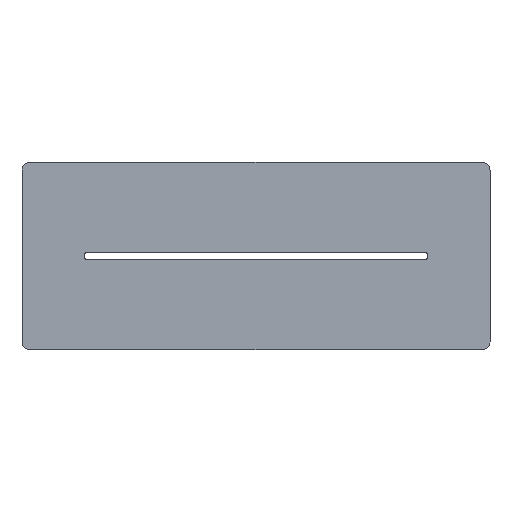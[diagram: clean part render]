
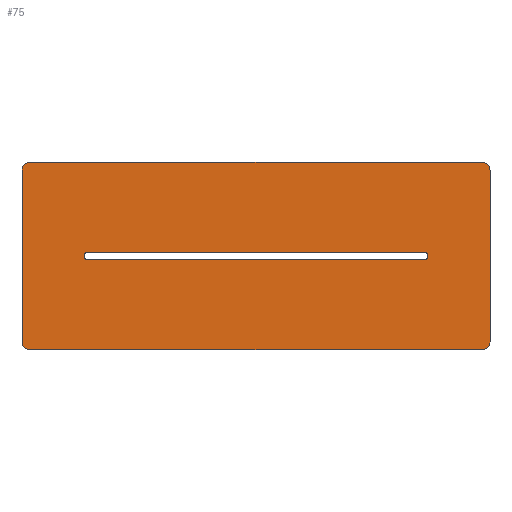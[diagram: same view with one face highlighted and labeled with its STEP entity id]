
A CAD part, top view. The second image highlights one B-rep face of the part: STEP entity #75.
In plain terms, the highlighted planar face has unit normal (0, 0, 1).
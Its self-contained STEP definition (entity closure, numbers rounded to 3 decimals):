
#75=ADVANCED_FACE('',(#208,#190),#1984,.T.);
#190=FACE_BOUND('',#333,.T.);
#208=FACE_OUTER_BOUND('',#332,.T.);
#332=EDGE_LOOP('',(#503,#504,#505,#506,#507,#508,#509,#510));
#333=EDGE_LOOP('',(#511,#512,#513,#514,#515,#516,#517,#518));
#503=ORIENTED_EDGE('',*,*,#1099,.F.);
#504=ORIENTED_EDGE('',*,*,#1116,.F.);
#505=ORIENTED_EDGE('',*,*,#1115,.F.);
#506=ORIENTED_EDGE('',*,*,#1112,.F.);
#507=ORIENTED_EDGE('',*,*,#1110,.F.);
#508=ORIENTED_EDGE('',*,*,#1107,.F.);
#509=ORIENTED_EDGE('',*,*,#1105,.F.);
#510=ORIENTED_EDGE('',*,*,#1102,.F.);
#511=ORIENTED_EDGE('',*,*,#1135,.T.);
#512=ORIENTED_EDGE('',*,*,#1120,.T.);
#513=ORIENTED_EDGE('',*,*,#1132,.T.);
#514=ORIENTED_EDGE('',*,*,#1119,.T.);
#515=ORIENTED_EDGE('',*,*,#1128,.T.);
#516=ORIENTED_EDGE('',*,*,#1118,.T.);
#517=ORIENTED_EDGE('',*,*,#1124,.T.);
#518=ORIENTED_EDGE('',*,*,#1117,.T.);
#1099=EDGE_CURVE('',#1740,#1739,#1407,.T.);
#1102=EDGE_CURVE('',#1739,#1741,#1526,.T.);
#1105=EDGE_CURVE('',#1741,#1742,#1409,.T.);
#1107=EDGE_CURVE('',#1742,#1743,#1529,.T.);
#1110=EDGE_CURVE('',#1743,#1744,#1411,.T.);
#1112=EDGE_CURVE('',#1744,#1745,#1532,.T.);
#1115=EDGE_CURVE('',#1745,#1746,#1413,.T.);
#1116=EDGE_CURVE('',#1746,#1740,#1534,.T.);
#1117=EDGE_CURVE('',#1747,#1748,#1535,.T.);
#1118=EDGE_CURVE('',#1750,#1749,#1536,.T.);
#1119=EDGE_CURVE('',#1752,#1751,#1537,.T.);
#1120=EDGE_CURVE('',#1754,#1753,#1538,.T.);
#1124=EDGE_CURVE('',#1749,#1747,#1414,.T.);
#1128=EDGE_CURVE('',#1751,#1750,#1416,.T.);
#1132=EDGE_CURVE('',#1753,#1752,#1418,.T.);
#1135=EDGE_CURVE('',#1748,#1754,#1420,.T.);
#1407=(
BOUNDED_CURVE()
B_SPLINE_CURVE(2,(#2523,#2524,#2525),.UNSPECIFIED.,.F.,.F.)
B_SPLINE_CURVE_WITH_KNOTS((3,3),(-7.854,0.),.UNSPECIFIED.)
CURVE()
GEOMETRIC_REPRESENTATION_ITEM()
RATIONAL_B_SPLINE_CURVE((1.,0.707,1.))
REPRESENTATION_ITEM('')
);
#1409=(
BOUNDED_CURVE()
B_SPLINE_CURVE(2,(#2537,#2538,#2539),.UNSPECIFIED.,.F.,.F.)
B_SPLINE_CURVE_WITH_KNOTS((3,3),(-7.854,0.),.UNSPECIFIED.)
CURVE()
GEOMETRIC_REPRESENTATION_ITEM()
RATIONAL_B_SPLINE_CURVE((1.,0.707,1.))
REPRESENTATION_ITEM('')
);
#1411=(
BOUNDED_CURVE()
B_SPLINE_CURVE(2,(#2549,#2550,#2551),.UNSPECIFIED.,.F.,.F.)
B_SPLINE_CURVE_WITH_KNOTS((3,3),(-7.854,0.),.UNSPECIFIED.)
CURVE()
GEOMETRIC_REPRESENTATION_ITEM()
RATIONAL_B_SPLINE_CURVE((1.,0.707,1.))
REPRESENTATION_ITEM('')
);
#1413=(
BOUNDED_CURVE()
B_SPLINE_CURVE(2,(#2561,#2562,#2563),.UNSPECIFIED.,.F.,.F.)
B_SPLINE_CURVE_WITH_KNOTS((3,3),(-7.854,0.),.UNSPECIFIED.)
CURVE()
GEOMETRIC_REPRESENTATION_ITEM()
RATIONAL_B_SPLINE_CURVE((1.,0.707,1.))
REPRESENTATION_ITEM('')
);
#1414=(
BOUNDED_CURVE()
B_SPLINE_CURVE(2,(#2580,#2581,#2582),.UNSPECIFIED.,.F.,.F.)
B_SPLINE_CURVE_WITH_KNOTS((3,3),(0.,1.571),.UNSPECIFIED.)
CURVE()
GEOMETRIC_REPRESENTATION_ITEM()
RATIONAL_B_SPLINE_CURVE((1.,0.707,1.))
REPRESENTATION_ITEM('')
);
#1416=(
BOUNDED_CURVE()
B_SPLINE_CURVE(2,(#2590,#2591,#2592),.UNSPECIFIED.,.F.,.F.)
B_SPLINE_CURVE_WITH_KNOTS((3,3),(0.,1.571),.UNSPECIFIED.)
CURVE()
GEOMETRIC_REPRESENTATION_ITEM()
RATIONAL_B_SPLINE_CURVE((1.,0.707,1.))
REPRESENTATION_ITEM('')
);
#1418=(
BOUNDED_CURVE()
B_SPLINE_CURVE(2,(#2600,#2601,#2602),.UNSPECIFIED.,.F.,.F.)
B_SPLINE_CURVE_WITH_KNOTS((3,3),(0.,1.571),.UNSPECIFIED.)
CURVE()
GEOMETRIC_REPRESENTATION_ITEM()
RATIONAL_B_SPLINE_CURVE((1.,0.707,1.))
REPRESENTATION_ITEM('')
);
#1420=(
BOUNDED_CURVE()
B_SPLINE_CURVE(2,(#2608,#2609,#2610),.UNSPECIFIED.,.F.,.F.)
B_SPLINE_CURVE_WITH_KNOTS((3,3),(0.,1.571),.UNSPECIFIED.)
CURVE()
GEOMETRIC_REPRESENTATION_ITEM()
RATIONAL_B_SPLINE_CURVE((1.,0.707,1.))
REPRESENTATION_ITEM('')
);
#1526=B_SPLINE_CURVE_WITH_KNOTS('',1,(#2530,#2531),.UNSPECIFIED.,.F.,.F.,
(2,2),(-110.,0.),.UNSPECIFIED.);
#1529=B_SPLINE_CURVE_WITH_KNOTS('',1,(#2542,#2543),.UNSPECIFIED.,.F.,.F.,
(2,2),(-290.,0.),.UNSPECIFIED.);
#1532=B_SPLINE_CURVE_WITH_KNOTS('',1,(#2554,#2555),.UNSPECIFIED.,.F.,.F.,
(2,2),(-110.,0.),.UNSPECIFIED.);
#1534=B_SPLINE_CURVE_WITH_KNOTS('',1,(#2564,#2565),.UNSPECIFIED.,.F.,.F.,
(2,2),(-290.,0.),.UNSPECIFIED.);
#1535=B_SPLINE_CURVE_WITH_KNOTS('',1,(#2566,#2567),.UNSPECIFIED.,.F.,.F.,
(2,2),(-218.,0.),.UNSPECIFIED.);
#1536=B_SPLINE_CURVE_WITH_KNOTS('',1,(#2568,#2569),.UNSPECIFIED.,.F.,.F.,
(2,2),(-2.,0.),.UNSPECIFIED.);
#1537=B_SPLINE_CURVE_WITH_KNOTS('',1,(#2570,#2571),.UNSPECIFIED.,.F.,.F.,
(2,2),(-218.,0.),.UNSPECIFIED.);
#1538=B_SPLINE_CURVE_WITH_KNOTS('',1,(#2572,#2573),.UNSPECIFIED.,.F.,.F.,
(2,2),(-2.,0.),.UNSPECIFIED.);
#1739=VERTEX_POINT('',#2486);
#1740=VERTEX_POINT('',#2487);
#1741=VERTEX_POINT('',#2488);
#1742=VERTEX_POINT('',#2489);
#1743=VERTEX_POINT('',#2490);
#1744=VERTEX_POINT('',#2491);
#1745=VERTEX_POINT('',#2492);
#1746=VERTEX_POINT('',#2493);
#1747=VERTEX_POINT('',#2494);
#1748=VERTEX_POINT('',#2495);
#1749=VERTEX_POINT('',#2496);
#1750=VERTEX_POINT('',#2497);
#1751=VERTEX_POINT('',#2498);
#1752=VERTEX_POINT('',#2499);
#1753=VERTEX_POINT('',#2500);
#1754=VERTEX_POINT('',#2501);
#1984=PLANE('',#2188);
#2188=AXIS2_PLACEMENT_3D('',#2461,#2320,$);
#2320=DIRECTION('',(0.,0.,1.));
#2461=CARTESIAN_POINT('',(-180.388,-132.388,3.));
#2486=CARTESIAN_POINT('',(-150.,-115.,3.));
#2487=CARTESIAN_POINT('',(-145.,-120.,3.));
#2488=CARTESIAN_POINT('',(-150.,-5.,3.));
#2489=CARTESIAN_POINT('',(-145.,0.,3.));
#2490=CARTESIAN_POINT('',(145.,0.,3.));
#2491=CARTESIAN_POINT('',(150.,-5.,3.));
#2492=CARTESIAN_POINT('',(150.,-115.,3.));
#2493=CARTESIAN_POINT('',(145.,-120.,3.));
#2494=CARTESIAN_POINT('',(109.,-62.,3.));
#2495=CARTESIAN_POINT('',(-109.,-62.,3.));
#2496=CARTESIAN_POINT('',(110.,-61.,3.));
#2497=CARTESIAN_POINT('',(110.,-59.,3.));
#2498=CARTESIAN_POINT('',(109.,-58.,3.));
#2499=CARTESIAN_POINT('',(-109.,-58.,3.));
#2500=CARTESIAN_POINT('',(-110.,-59.,3.));
#2501=CARTESIAN_POINT('',(-110.,-61.,3.));
#2523=CARTESIAN_POINT('',(-145.,-120.,3.));
#2524=CARTESIAN_POINT('',(-150.,-120.,3.));
#2525=CARTESIAN_POINT('',(-150.,-115.,3.));
#2530=CARTESIAN_POINT('',(-150.,-115.,3.));
#2531=CARTESIAN_POINT('',(-150.,-5.,3.));
#2537=CARTESIAN_POINT('',(-150.,-5.,3.));
#2538=CARTESIAN_POINT('',(-150.,0.,3.));
#2539=CARTESIAN_POINT('',(-145.,0.,3.));
#2542=CARTESIAN_POINT('',(-145.,0.,3.));
#2543=CARTESIAN_POINT('',(145.,0.,3.));
#2549=CARTESIAN_POINT('',(145.,0.,3.));
#2550=CARTESIAN_POINT('',(150.,0.,3.));
#2551=CARTESIAN_POINT('',(150.,-5.,3.));
#2554=CARTESIAN_POINT('',(150.,-5.,3.));
#2555=CARTESIAN_POINT('',(150.,-115.,3.));
#2561=CARTESIAN_POINT('',(150.,-115.,3.));
#2562=CARTESIAN_POINT('',(150.,-120.,3.));
#2563=CARTESIAN_POINT('',(145.,-120.,3.));
#2564=CARTESIAN_POINT('',(145.,-120.,3.));
#2565=CARTESIAN_POINT('',(-145.,-120.,3.));
#2566=CARTESIAN_POINT('',(109.,-62.,3.));
#2567=CARTESIAN_POINT('',(-109.,-62.,3.));
#2568=CARTESIAN_POINT('',(110.,-59.,3.));
#2569=CARTESIAN_POINT('',(110.,-61.,3.));
#2570=CARTESIAN_POINT('',(-109.,-58.,3.));
#2571=CARTESIAN_POINT('',(109.,-58.,3.));
#2572=CARTESIAN_POINT('',(-110.,-61.,3.));
#2573=CARTESIAN_POINT('',(-110.,-59.,3.));
#2580=CARTESIAN_POINT('',(110.,-61.,3.));
#2581=CARTESIAN_POINT('',(110.,-62.,3.));
#2582=CARTESIAN_POINT('',(109.,-62.,3.));
#2590=CARTESIAN_POINT('',(109.,-58.,3.));
#2591=CARTESIAN_POINT('',(110.,-58.,3.));
#2592=CARTESIAN_POINT('',(110.,-59.,3.));
#2600=CARTESIAN_POINT('',(-110.,-59.,3.));
#2601=CARTESIAN_POINT('',(-110.,-58.,3.));
#2602=CARTESIAN_POINT('',(-109.,-58.,3.));
#2608=CARTESIAN_POINT('',(-109.,-62.,3.));
#2609=CARTESIAN_POINT('',(-110.,-62.,3.));
#2610=CARTESIAN_POINT('',(-110.,-61.,3.));
